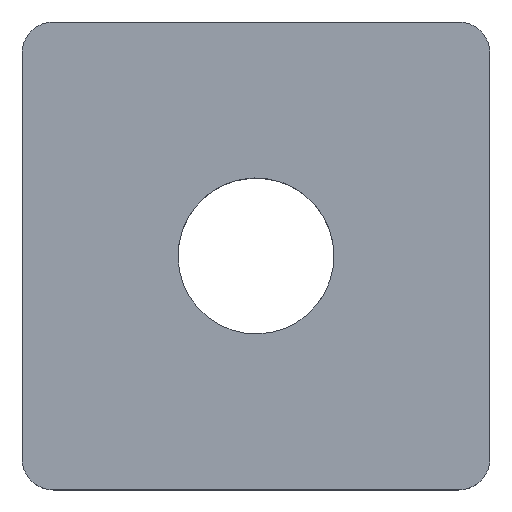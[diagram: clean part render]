
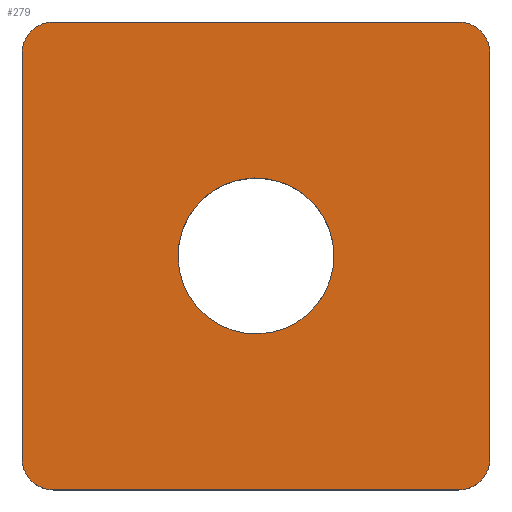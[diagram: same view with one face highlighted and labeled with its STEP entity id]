
A CAD part, top view. The second image highlights one B-rep face of the part: STEP entity #279.
In plain terms, the highlighted planar face has unit normal (0, 0, 1).
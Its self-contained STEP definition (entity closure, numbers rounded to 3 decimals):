
#176=CARTESIAN_POINT('Vertex',(-4.388,2.397,5.)) ;
#179=CARTESIAN_POINT('Axis2P3D Location',(0.,0.,5.)) ;
#183=CARTESIAN_POINT('Vertex',(4.388,-2.397,5.)) ;
#199=CARTESIAN_POINT('Axis2P3D Location',(0.,0.,5.)) ;
#204=CARTESIAN_POINT('Line Origine',(15.,0.,5.)) ;
#208=CARTESIAN_POINT('Vertex',(15.,-13.,5.)) ;
#210=CARTESIAN_POINT('Vertex',(15.,13.,5.)) ;
#213=CARTESIAN_POINT('Axis2P3D Location',(13.,13.,5.)) ;
#217=CARTESIAN_POINT('Vertex',(13.,15.,5.)) ;
#220=CARTESIAN_POINT('Line Origine',(0.,15.,5.)) ;
#224=CARTESIAN_POINT('Vertex',(-13.,15.,5.)) ;
#227=CARTESIAN_POINT('Axis2P3D Location',(-13.,13.,5.)) ;
#231=CARTESIAN_POINT('Vertex',(-15.,13.,5.)) ;
#234=CARTESIAN_POINT('Line Origine',(-15.,0.,5.)) ;
#238=CARTESIAN_POINT('Vertex',(-15.,-13.,5.)) ;
#241=CARTESIAN_POINT('Axis2P3D Location',(-13.,-13.,5.)) ;
#245=CARTESIAN_POINT('Vertex',(-13.,-15.,5.)) ;
#248=CARTESIAN_POINT('Line Origine',(0.,-15.,5.)) ;
#252=CARTESIAN_POINT('Vertex',(13.,-15.,5.)) ;
#255=CARTESIAN_POINT('Axis2P3D Location',(13.,-13.,5.)) ;
#270=CARTESIAN_POINT('Axis2P3D Location',(0.,0.,5.)) ;
#180=DIRECTION('Axis2P3D Direction',(0.,-0.,-1.)) ;
#200=DIRECTION('Axis2P3D Direction',(0.,0.,1.)) ;
#201=DIRECTION('Axis2P3D XDirection',(1.,0.,0.)) ;
#205=DIRECTION('Vector Direction',(0.,-1.,0.)) ;
#214=DIRECTION('Axis2P3D Direction',(0.,0.,1.)) ;
#221=DIRECTION('Vector Direction',(1.,0.,0.)) ;
#228=DIRECTION('Axis2P3D Direction',(0.,0.,1.)) ;
#235=DIRECTION('Vector Direction',(0.,1.,0.)) ;
#242=DIRECTION('Axis2P3D Direction',(0.,0.,1.)) ;
#249=DIRECTION('Vector Direction',(-1.,0.,0.)) ;
#256=DIRECTION('Axis2P3D Direction',(0.,0.,1.)) ;
#271=DIRECTION('Axis2P3D Direction',(0.,0.,1.)) ;
#181=AXIS2_PLACEMENT_3D('Circle Axis2P3D',#179,#180,$) ;
#202=AXIS2_PLACEMENT_3D('Plane Axis2P3D',#199,#200,#201) ;
#215=AXIS2_PLACEMENT_3D('Circle Axis2P3D',#213,#214,$) ;
#229=AXIS2_PLACEMENT_3D('Circle Axis2P3D',#227,#228,$) ;
#243=AXIS2_PLACEMENT_3D('Circle Axis2P3D',#241,#242,$) ;
#257=AXIS2_PLACEMENT_3D('Circle Axis2P3D',#255,#256,$) ;
#272=AXIS2_PLACEMENT_3D('Circle Axis2P3D',#270,#271,$) ;
#261=ORIENTED_EDGE('',*,*,#212,.T.) ;
#262=ORIENTED_EDGE('',*,*,#219,.F.) ;
#263=ORIENTED_EDGE('',*,*,#226,.T.) ;
#264=ORIENTED_EDGE('',*,*,#233,.F.) ;
#265=ORIENTED_EDGE('',*,*,#240,.T.) ;
#266=ORIENTED_EDGE('',*,*,#247,.F.) ;
#267=ORIENTED_EDGE('',*,*,#254,.T.) ;
#268=ORIENTED_EDGE('',*,*,#259,.F.) ;
#276=ORIENTED_EDGE('',*,*,#185,.F.) ;
#277=ORIENTED_EDGE('',*,*,#274,.F.) ;
#278=FACE_BOUND('',#275,.T.) ;
#206=VECTOR('Line Direction',#205,1.) ;
#222=VECTOR('Line Direction',#221,1.) ;
#236=VECTOR('Line Direction',#235,1.) ;
#250=VECTOR('Line Direction',#249,1.) ;
#279=ADVANCED_FACE('Corps principal',(#269,#278),#203,.T.) ;
#182=CIRCLE('generated circle',#181,5.) ;
#216=CIRCLE('generated circle',#215,2.) ;
#230=CIRCLE('generated circle',#229,2.) ;
#244=CIRCLE('generated circle',#243,2.) ;
#258=CIRCLE('generated circle',#257,2.) ;
#273=CIRCLE('generated circle',#272,5.) ;
#185=EDGE_CURVE('',#177,#184,#182,.F.) ;
#212=EDGE_CURVE('',#209,#211,#207,.F.) ;
#219=EDGE_CURVE('',#218,#211,#216,.F.) ;
#226=EDGE_CURVE('',#218,#225,#223,.F.) ;
#233=EDGE_CURVE('',#232,#225,#230,.F.) ;
#240=EDGE_CURVE('',#232,#239,#237,.F.) ;
#247=EDGE_CURVE('',#246,#239,#244,.F.) ;
#254=EDGE_CURVE('',#246,#253,#251,.F.) ;
#259=EDGE_CURVE('',#209,#253,#258,.F.) ;
#274=EDGE_CURVE('',#184,#177,#273,.T.) ;
#260=EDGE_LOOP('',(#261,#262,#263,#264,#265,#266,#267,#268)) ;
#275=EDGE_LOOP('',(#276,#277)) ;
#269=FACE_OUTER_BOUND('',#260,.T.) ;
#207=LINE('Line',#204,#206) ;
#223=LINE('Line',#220,#222) ;
#237=LINE('Line',#234,#236) ;
#251=LINE('Line',#248,#250) ;
#203=PLANE('',#202) ;
#177=VERTEX_POINT('',#176) ;
#184=VERTEX_POINT('',#183) ;
#209=VERTEX_POINT('',#208) ;
#211=VERTEX_POINT('',#210) ;
#218=VERTEX_POINT('',#217) ;
#225=VERTEX_POINT('',#224) ;
#232=VERTEX_POINT('',#231) ;
#239=VERTEX_POINT('',#238) ;
#246=VERTEX_POINT('',#245) ;
#253=VERTEX_POINT('',#252) ;
